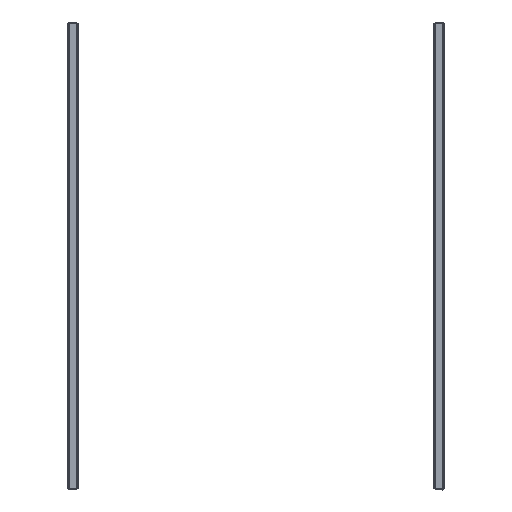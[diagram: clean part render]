
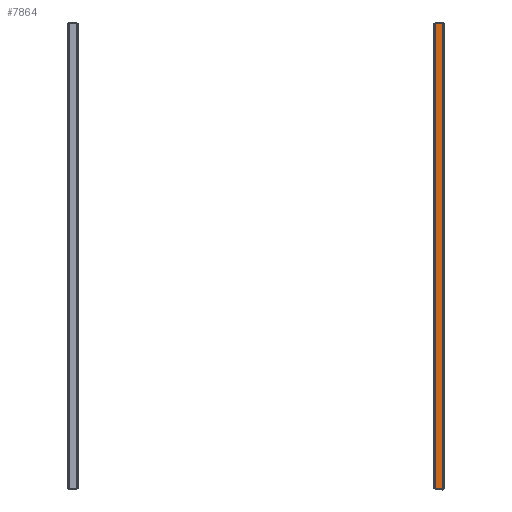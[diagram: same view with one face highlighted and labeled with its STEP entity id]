
A CAD part, front view. The second image highlights one B-rep face of the part: STEP entity #7864.
In plain terms, the highlighted planar face has unit normal (0, -1, 0).
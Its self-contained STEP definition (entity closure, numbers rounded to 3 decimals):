
#293 = CARTESIAN_POINT ( 'NONE',  ( -2., -998.5, -378. ) ) ;
#397 = EDGE_CURVE ( 'NONE', #2929, #4246, #8929, .T. ) ;
#1358 = CARTESIAN_POINT ( 'NONE',  ( 0., -998.5, 378. ) ) ;
#1362 = VECTOR ( 'NONE', #4788, 1000. ) ;
#1644 = VERTEX_POINT ( 'NONE', #6607 ) ;
#1888 = VECTOR ( 'NONE', #3672, 1000. ) ;
#2212 = VERTEX_POINT ( 'NONE', #2454 ) ;
#2411 = VECTOR ( 'NONE', #8134, 1000. ) ;
#2454 = CARTESIAN_POINT ( 'NONE',  ( -2., -998.5, 376.246 ) ) ;
#2929 = VERTEX_POINT ( 'NONE', #7844 ) ;
#3116 = PLANE ( 'NONE',  #10020 ) ;
#3149 = CARTESIAN_POINT ( 'NONE',  ( -13.6, -998.5, 378. ) ) ;
#3347 = EDGE_LOOP ( 'NONE', ( #3942, #9088, #5338, #5461 ) ) ;
#3672 = DIRECTION ( 'NONE',  ( -1., 0., 0. ) ) ;
#3942 = ORIENTED_EDGE ( 'NONE', *, *, #397, .F. ) ;
#4246 = VERTEX_POINT ( 'NONE', #5451 ) ;
#4788 = DIRECTION ( 'NONE',  ( -1., 0., 0. ) ) ;
#4924 = DIRECTION ( 'NONE',  ( 0., 0., -1. ) ) ;
#5007 = DIRECTION ( 'NONE',  ( 0., 1., 0. ) ) ;
#5338 = ORIENTED_EDGE ( 'NONE', *, *, #10081, .T. ) ;
#5451 = CARTESIAN_POINT ( 'NONE',  ( -13.6, -998.5, -376.246 ) ) ;
#5461 = ORIENTED_EDGE ( 'NONE', *, *, #7264, .T. ) ;
#5668 = DIRECTION ( 'NONE',  ( 0., 0., 1. ) ) ;
#6607 = CARTESIAN_POINT ( 'NONE',  ( -13.6, -998.5, 376.246 ) ) ;
#6633 = FACE_OUTER_BOUND ( 'NONE', #3347, .T. ) ;
#7264 = EDGE_CURVE ( 'NONE', #1644, #4246, #9384, .T. ) ;
#7809 = LINE ( 'NONE', #9275, #1362 ) ;
#7844 = CARTESIAN_POINT ( 'NONE',  ( -2., -998.5, -376.246 ) ) ;
#7864 = ADVANCED_FACE ( 'NONE', ( #6633 ), #3116, .F. ) ;
#7988 = VECTOR ( 'NONE', #4924, 1000. ) ;
#8134 = DIRECTION ( 'NONE',  ( 0., 0., -1. ) ) ;
#8929 = LINE ( 'NONE', #10693, #1888 ) ;
#9088 = ORIENTED_EDGE ( 'NONE', *, *, #9124, .F. ) ;
#9124 = EDGE_CURVE ( 'NONE', #2212, #2929, #11150, .T. ) ;
#9275 = CARTESIAN_POINT ( 'NONE',  ( 0., -998.5, 376.246 ) ) ;
#9384 = LINE ( 'NONE', #3149, #7988 ) ;
#10020 = AXIS2_PLACEMENT_3D ( 'NONE', #1358, #5007, #5668 ) ;
#10081 = EDGE_CURVE ( 'NONE', #2212, #1644, #7809, .T. ) ;
#10693 = CARTESIAN_POINT ( 'NONE',  ( 0., -998.5, -376.246 ) ) ;
#11150 = LINE ( 'NONE', #293, #2411 ) ;
